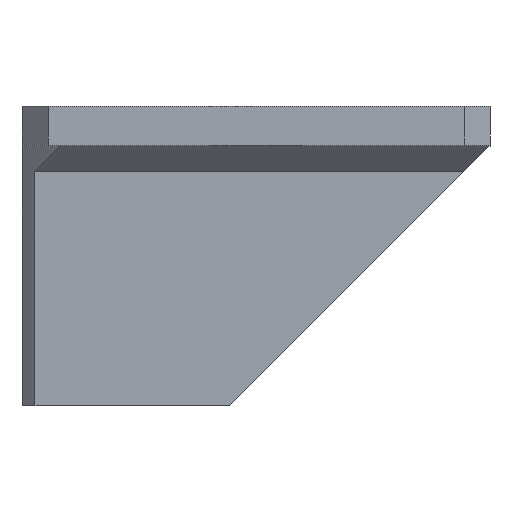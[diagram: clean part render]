
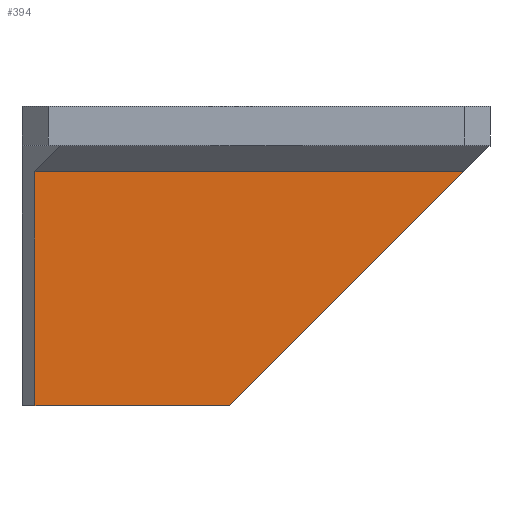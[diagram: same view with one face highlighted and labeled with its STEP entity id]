
A CAD part, top view. The second image highlights one B-rep face of the part: STEP entity #394.
In plain terms, the highlighted planar face has unit normal (0, 0, 1).
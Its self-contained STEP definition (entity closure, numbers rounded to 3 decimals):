
#26=FACE_OUTER_BOUND('',#47,.T.);
#47=EDGE_LOOP('',(#268,#269,#270,#271));
#74=LINE('',#565,#125);
#75=LINE('',#568,#126);
#76=LINE('',#570,#127);
#77=LINE('',#571,#128);
#125=VECTOR('',#460,10.);
#126=VECTOR('',#463,10.);
#127=VECTOR('',#464,10.);
#128=VECTOR('',#465,10.);
#174=VERTEX_POINT('',#559);
#176=VERTEX_POINT('',#563);
#177=VERTEX_POINT('',#567);
#178=VERTEX_POINT('',#569);
#212=EDGE_CURVE('',#176,#174,#74,.T.);
#213=EDGE_CURVE('',#177,#176,#75,.T.);
#214=EDGE_CURVE('',#178,#177,#76,.T.);
#215=EDGE_CURVE('',#174,#178,#77,.T.);
#268=ORIENTED_EDGE('',*,*,#212,.F.);
#269=ORIENTED_EDGE('',*,*,#213,.F.);
#270=ORIENTED_EDGE('',*,*,#214,.F.);
#271=ORIENTED_EDGE('',*,*,#215,.F.);
#375=PLANE('',#429);
#394=ADVANCED_FACE('',(#26),#375,.T.);
#429=AXIS2_PLACEMENT_3D('',#566,#461,#462);
#460=DIRECTION('',(1.,0.,0.));
#461=DIRECTION('center_axis',(0.,0.,1.));
#462=DIRECTION('ref_axis',(-1.,0.,0.));
#463=DIRECTION('',(0.,1.,0.));
#464=DIRECTION('',(-1.,0.,0.));
#465=DIRECTION('',(-0.707,-0.707,0.));
#559=CARTESIAN_POINT('',(8.,-1.,1.));
#563=CARTESIAN_POINT('',(-8.5,-1.,1.));
#565=CARTESIAN_POINT('',(4.5,-1.,1.));
#566=CARTESIAN_POINT('Origin',(9.,0.,1.));
#567=CARTESIAN_POINT('',(-8.5,-10.,1.));
#568=CARTESIAN_POINT('',(-8.5,0.,1.));
#569=CARTESIAN_POINT('',(-1.,-10.,1.));
#570=CARTESIAN_POINT('',(-9.,-10.,1.));
#571=CARTESIAN_POINT('',(6.5,-2.5,1.));
